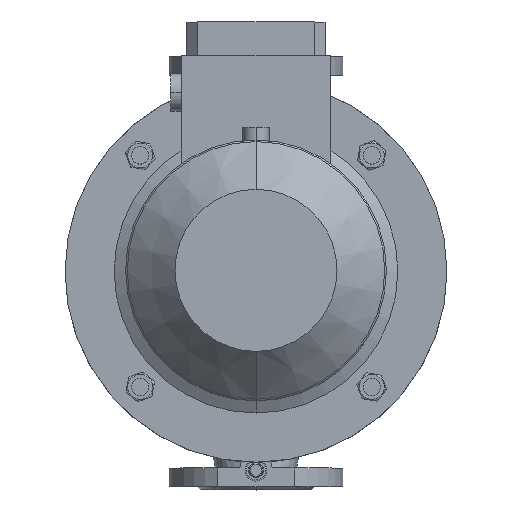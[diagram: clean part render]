
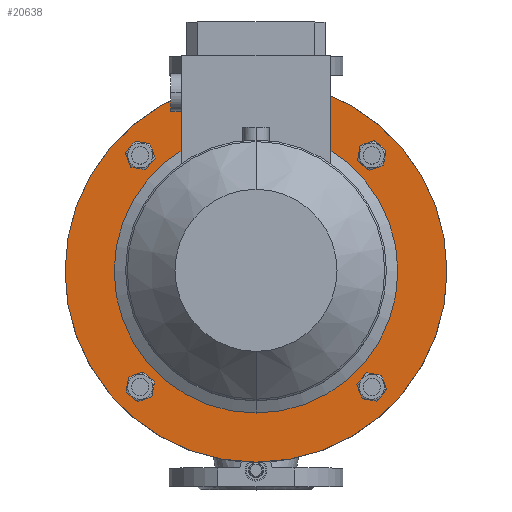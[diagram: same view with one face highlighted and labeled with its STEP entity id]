
A CAD part, top view. The second image highlights one B-rep face of the part: STEP entity #20638.
In plain terms, the highlighted planar face has unit normal (0, 0, 1).
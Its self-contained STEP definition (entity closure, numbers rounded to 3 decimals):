
#585 = DIRECTION ( 'NONE',  ( 0., 0., -1. ) ) ;
#845 = DIRECTION ( 'NONE',  ( 0., 0., -1. ) ) ;
#938 = ORIENTED_EDGE ( 'NONE', *, *, #20877, .T. ) ;
#980 = CARTESIAN_POINT ( 'NONE',  ( 0., -130., 217. ) ) ;
#1280 = EDGE_LOOP ( 'NONE', ( #25666, #5965 ) ) ;
#1319 = ORIENTED_EDGE ( 'NONE', *, *, #24988, .F. ) ;
#1390 = CARTESIAN_POINT ( 'NONE',  ( -94.839, 104.086, 217. ) ) ;
#1627 = DIRECTION ( 'NONE',  ( 0., 0., -1. ) ) ;
#1851 = CARTESIAN_POINT ( 'NONE',  ( -104.086, -94.839, 217. ) ) ;
#2013 = AXIS2_PLACEMENT_3D ( 'NONE', #9988, #20589, #9629 ) ;
#2028 = CIRCLE ( 'NONE', #9127, 11.4 ) ;
#2139 = CIRCLE ( 'NONE', #30617, 130. ) ;
#2649 = EDGE_LOOP ( 'NONE', ( #29215, #8614 ) ) ;
#2655 = DIRECTION ( 'NONE',  ( 0., -1., 0. ) ) ;
#2667 = CARTESIAN_POINT ( 'NONE',  ( -117.293, 108.046, 217. ) ) ;
#2768 = CIRCLE ( 'NONE', #4344, 11.4 ) ;
#2822 = ORIENTED_EDGE ( 'NONE', *, *, #12591, .T. ) ;
#3225 = FACE_OUTER_BOUND ( 'NONE', #3280, .T. ) ;
#3280 = EDGE_LOOP ( 'NONE', ( #8630, #1319 ) ) ;
#3501 = DIRECTION ( 'NONE',  ( 0., 0., -1. ) ) ;
#4280 = CARTESIAN_POINT ( 'NONE',  ( 94.839, -104.086, 217. ) ) ;
#4293 = CARTESIAN_POINT ( 'NONE',  ( 104.086, 94.839, 217. ) ) ;
#4344 = AXIS2_PLACEMENT_3D ( 'NONE', #19820, #3501, #8740 ) ;
#4542 = VERTEX_POINT ( 'NONE', #21738 ) ;
#4653 = CARTESIAN_POINT ( 'NONE',  ( -106.066, -106.066, 217. ) ) ;
#4664 = AXIS2_PLACEMENT_3D ( 'NONE', #23426, #17820, #7118 ) ;
#4888 = EDGE_CURVE ( 'NONE', #15951, #6749, #33628, .T. ) ;
#5463 = DIRECTION ( 'NONE',  ( 0., 0., -1. ) ) ;
#5664 = CIRCLE ( 'NONE', #31505, 11.4 ) ;
#5743 = CARTESIAN_POINT ( 'NONE',  ( 0., 130., 217. ) ) ;
#5965 = ORIENTED_EDGE ( 'NONE', *, *, #25454, .T. ) ;
#6749 = VERTEX_POINT ( 'NONE', #14369 ) ;
#7076 = FACE_BOUND ( 'NONE', #1280, .T. ) ;
#7118 = DIRECTION ( 'NONE',  ( 0., 1., 0. ) ) ;
#7250 = CARTESIAN_POINT ( 'NONE',  ( -106.066, 106.066, 217. ) ) ;
#7262 = EDGE_CURVE ( 'NONE', #12285, #28391, #28817, .T. ) ;
#7582 = VERTEX_POINT ( 'NONE', #4280 ) ;
#8614 = ORIENTED_EDGE ( 'NONE', *, *, #22680, .T. ) ;
#8630 = ORIENTED_EDGE ( 'NONE', *, *, #4888, .F. ) ;
#8740 = DIRECTION ( 'NONE',  ( 0., -1., 0. ) ) ;
#8741 = CIRCLE ( 'NONE', #2013, 11.4 ) ;
#8766 = FACE_BOUND ( 'NONE', #2649, .T. ) ;
#8787 = ORIENTED_EDGE ( 'NONE', *, *, #27715, .T. ) ;
#9093 = DIRECTION ( 'NONE',  ( 0., -1., 0. ) ) ;
#9127 = AXIS2_PLACEMENT_3D ( 'NONE', #7250, #1627, #12725 ) ;
#9254 = EDGE_CURVE ( 'NONE', #7582, #28643, #8741, .T. ) ;
#9315 = VERTEX_POINT ( 'NONE', #1390 ) ;
#9614 = CIRCLE ( 'NONE', #29996, 11.4 ) ;
#9627 = FACE_BOUND ( 'NONE', #31583, .T. ) ;
#9629 = DIRECTION ( 'NONE',  ( 0., -1., 0. ) ) ;
#9988 = CARTESIAN_POINT ( 'NONE',  ( 106.066, -106.066, 217. ) ) ;
#10082 = FACE_BOUND ( 'NONE', #14977, .T. ) ;
#10154 = CIRCLE ( 'NONE', #27758, 11.4 ) ;
#10564 = CARTESIAN_POINT ( 'NONE',  ( 106.066, 106.066, 217. ) ) ;
#10675 = DIRECTION ( 'NONE',  ( 0., -1., 0. ) ) ;
#11069 = DIRECTION ( 'NONE',  ( 0., 1., 0. ) ) ;
#11236 = DIRECTION ( 'NONE',  ( 0., -1., 0. ) ) ;
#11486 = CARTESIAN_POINT ( 'NONE',  ( 106.066, 106.066, 217. ) ) ;
#11862 = DIRECTION ( 'NONE',  ( 0., 0., -1. ) ) ;
#12095 = DIRECTION ( 'NONE',  ( 0., -1., 0. ) ) ;
#12110 = CARTESIAN_POINT ( 'NONE',  ( 0., 0., 217. ) ) ;
#12285 = VERTEX_POINT ( 'NONE', #16832 ) ;
#12591 = EDGE_CURVE ( 'NONE', #4542, #19472, #33201, .T. ) ;
#12725 = DIRECTION ( 'NONE',  ( 0., -1., 0. ) ) ;
#13283 = DIRECTION ( 'NONE',  ( 0., 0., 1. ) ) ;
#13565 = CARTESIAN_POINT ( 'NONE',  ( 0., 0., 217. ) ) ;
#13685 = VERTEX_POINT ( 'NONE', #980 ) ;
#14369 = CARTESIAN_POINT ( 'NONE',  ( 0., -175., 217. ) ) ;
#14977 = EDGE_LOOP ( 'NONE', ( #938, #2822 ) ) ;
#15732 = VERTEX_POINT ( 'NONE', #5743 ) ;
#15951 = VERTEX_POINT ( 'NONE', #32624 ) ;
#16010 = PLANE ( 'NONE',  #32591 ) ;
#16195 = EDGE_CURVE ( 'NONE', #28643, #7582, #9614, .T. ) ;
#16595 = CIRCLE ( 'NONE', #4664, 130. ) ;
#16832 = CARTESIAN_POINT ( 'NONE',  ( 108.046, 117.293, 217. ) ) ;
#17820 = DIRECTION ( 'NONE',  ( 0., 0., -1. ) ) ;
#17953 = VERTEX_POINT ( 'NONE', #2667 ) ;
#18122 = DIRECTION ( 'NONE',  ( 0., -1., 0. ) ) ;
#18794 = ORIENTED_EDGE ( 'NONE', *, *, #7262, .T. ) ;
#18805 = AXIS2_PLACEMENT_3D ( 'NONE', #12110, #25409, #30980 ) ;
#18949 = CARTESIAN_POINT ( 'NONE',  ( 0., 0., 217. ) ) ;
#18987 = CARTESIAN_POINT ( 'NONE',  ( 0., 175., 217. ) ) ;
#19273 = EDGE_CURVE ( 'NONE', #9315, #17953, #2028, .T. ) ;
#19472 = VERTEX_POINT ( 'NONE', #1851 ) ;
#19820 = CARTESIAN_POINT ( 'NONE',  ( -106.066, -106.066, 217. ) ) ;
#19903 = CARTESIAN_POINT ( 'NONE',  ( 117.293, -108.046, 217. ) ) ;
#20589 = DIRECTION ( 'NONE',  ( 0., 0., -1. ) ) ;
#20638 = ADVANCED_FACE ( 'NONE', ( #8766, #9627, #21993, #10082, #7076, #3225 ), #16010, .T. ) ;
#20877 = EDGE_CURVE ( 'NONE', #19472, #4542, #2768, .T. ) ;
#21738 = CARTESIAN_POINT ( 'NONE',  ( -108.046, -117.293, 217. ) ) ;
#21818 = DIRECTION ( 'NONE',  ( 0., 0., -1. ) ) ;
#21943 = AXIS2_PLACEMENT_3D ( 'NONE', #4653, #34639, #18122 ) ;
#21993 = FACE_BOUND ( 'NONE', #31864, .T. ) ;
#22680 = EDGE_CURVE ( 'NONE', #17953, #9315, #5664, .T. ) ;
#23016 = CARTESIAN_POINT ( 'NONE',  ( -106.066, 106.066, 217. ) ) ;
#23426 = CARTESIAN_POINT ( 'NONE',  ( 0., 0., 217. ) ) ;
#24347 = EDGE_CURVE ( 'NONE', #15732, #13685, #2139, .T. ) ;
#24988 = EDGE_CURVE ( 'NONE', #6749, #15951, #25999, .T. ) ;
#25409 = DIRECTION ( 'NONE',  ( 0., 0., -1. ) ) ;
#25454 = EDGE_CURVE ( 'NONE', #13685, #15732, #16595, .T. ) ;
#25637 = CARTESIAN_POINT ( 'NONE',  ( 106.066, -106.066, 217. ) ) ;
#25666 = ORIENTED_EDGE ( 'NONE', *, *, #24347, .T. ) ;
#25999 = CIRCLE ( 'NONE', #30880, 175. ) ;
#26736 = ORIENTED_EDGE ( 'NONE', *, *, #16195, .T. ) ;
#27075 = DIRECTION ( 'NONE',  ( 0., 0., -1. ) ) ;
#27319 = ORIENTED_EDGE ( 'NONE', *, *, #9254, .T. ) ;
#27715 = EDGE_CURVE ( 'NONE', #28391, #12285, #10154, .T. ) ;
#27758 = AXIS2_PLACEMENT_3D ( 'NONE', #10564, #27075, #10675 ) ;
#28391 = VERTEX_POINT ( 'NONE', #4293 ) ;
#28643 = VERTEX_POINT ( 'NONE', #19903 ) ;
#28651 = AXIS2_PLACEMENT_3D ( 'NONE', #11486, #585, #11236 ) ;
#28817 = CIRCLE ( 'NONE', #28651, 11.4 ) ;
#29215 = ORIENTED_EDGE ( 'NONE', *, *, #19273, .T. ) ;
#29984 = DIRECTION ( 'NONE',  ( 0., 1., 0. ) ) ;
#29996 = AXIS2_PLACEMENT_3D ( 'NONE', #25637, #845, #12095 ) ;
#30617 = AXIS2_PLACEMENT_3D ( 'NONE', #18949, #21818, #29984 ) ;
#30880 = AXIS2_PLACEMENT_3D ( 'NONE', #13565, #5463, #11069 ) ;
#30980 = DIRECTION ( 'NONE',  ( 0., 1., 0. ) ) ;
#31505 = AXIS2_PLACEMENT_3D ( 'NONE', #23016, #11862, #9093 ) ;
#31583 = EDGE_LOOP ( 'NONE', ( #8787, #18794 ) ) ;
#31864 = EDGE_LOOP ( 'NONE', ( #27319, #26736 ) ) ;
#32591 = AXIS2_PLACEMENT_3D ( 'NONE', #18987, #13283, #2655 ) ;
#32624 = CARTESIAN_POINT ( 'NONE',  ( 0., 175., 217. ) ) ;
#33201 = CIRCLE ( 'NONE', #21943, 11.4 ) ;
#33628 = CIRCLE ( 'NONE', #18805, 175. ) ;
#34639 = DIRECTION ( 'NONE',  ( 0., 0., -1. ) ) ;
